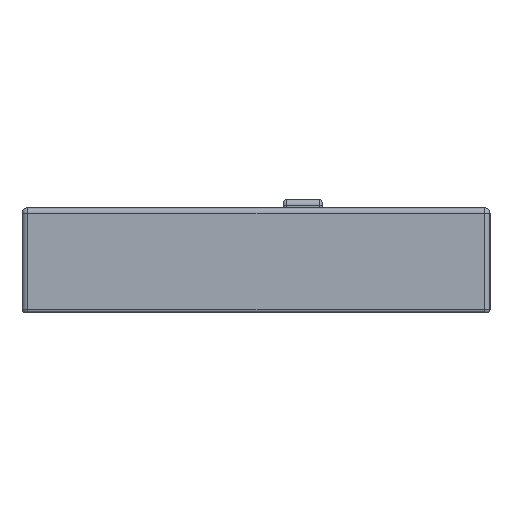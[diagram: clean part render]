
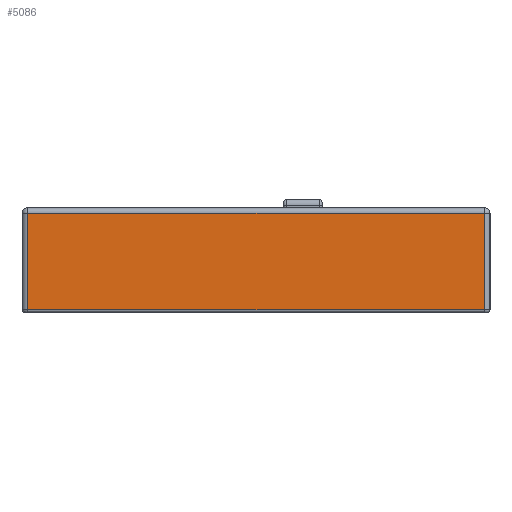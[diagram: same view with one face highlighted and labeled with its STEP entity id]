
A CAD part, left-side view. The second image highlights one B-rep face of the part: STEP entity #5086.
In plain terms, the highlighted planar face has unit normal (-1, 0, 0).
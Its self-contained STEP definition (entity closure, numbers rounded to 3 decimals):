
#122=PLANE('',#5561);
#337=FACE_OUTER_BOUND('',#699,.T.);
#699=EDGE_LOOP('',(#3681,#3682,#3683,#3684));
#1111=LINE('',#8428,#1506);
#1112=LINE('',#8430,#1507);
#1113=LINE('',#8432,#1508);
#1114=LINE('',#8433,#1509);
#1506=VECTOR('',#6562,10.);
#1507=VECTOR('',#6563,10.);
#1508=VECTOR('',#6564,10.);
#1509=VECTOR('',#6565,10.);
#2268=VERTEX_POINT('',#8415);
#2271=VERTEX_POINT('',#8427);
#2272=VERTEX_POINT('',#8429);
#2273=VERTEX_POINT('',#8431);
#2773=EDGE_CURVE('',#2268,#2271,#1111,.T.);
#2774=EDGE_CURVE('',#2272,#2268,#1112,.T.);
#2775=EDGE_CURVE('',#2273,#2272,#1113,.T.);
#2776=EDGE_CURVE('',#2271,#2273,#1114,.T.);
#3681=ORIENTED_EDGE('',*,*,#2773,.F.);
#3682=ORIENTED_EDGE('',*,*,#2774,.F.);
#3683=ORIENTED_EDGE('',*,*,#2775,.F.);
#3684=ORIENTED_EDGE('',*,*,#2776,.F.);
#5086=ADVANCED_FACE('',(#337),#122,.T.);
#5561=AXIS2_PLACEMENT_3D('',#8426,#6560,#6561);
#6560=DIRECTION('center_axis',(-1.,0.,0.));
#6561=DIRECTION('ref_axis',(0.,-1.,0.));
#6562=DIRECTION('',(0.,-1.,0.));
#6563=DIRECTION('',(0.,0.,1.));
#6564=DIRECTION('',(0.,1.,0.));
#6565=DIRECTION('',(0.,0.,-1.));
#8415=CARTESIAN_POINT('',(0.,84.,18.));
#8426=CARTESIAN_POINT('Origin',(0.,85.,0.));
#8427=CARTESIAN_POINT('',(0.,1.,18.));
#8428=CARTESIAN_POINT('',(0.,42.5,18.));
#8429=CARTESIAN_POINT('',(0.,84.,0.5));
#8430=CARTESIAN_POINT('',(0.,84.,0.));
#8431=CARTESIAN_POINT('',(0.,1.,0.5));
#8432=CARTESIAN_POINT('',(0.,63.75,0.5));
#8433=CARTESIAN_POINT('',(0.,1.,0.));
